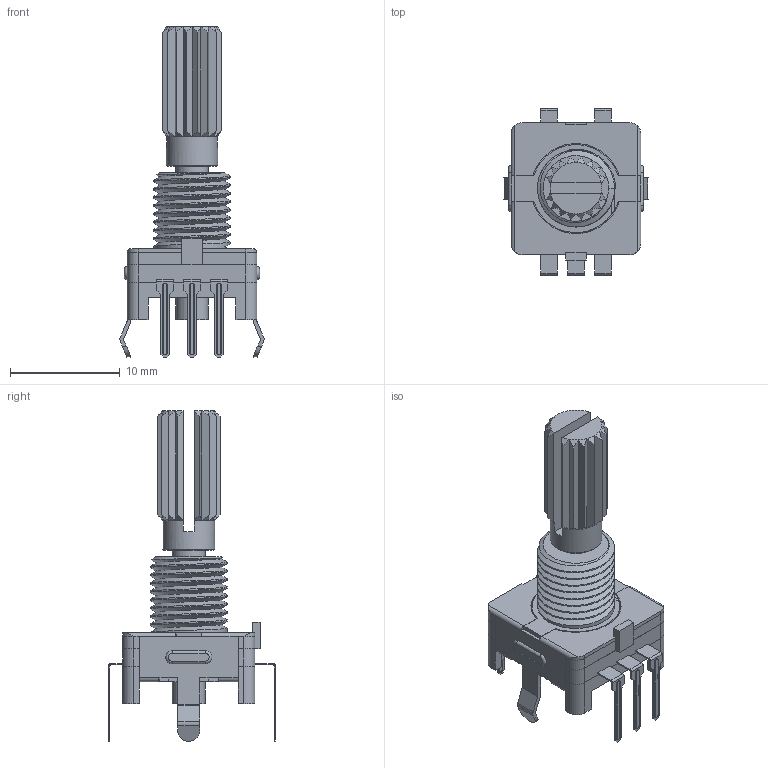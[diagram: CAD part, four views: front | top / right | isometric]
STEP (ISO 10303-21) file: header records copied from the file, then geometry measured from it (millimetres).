
FILE_DESCRIPTION(('FreeCAD Model'),'2;1');
FILE_NAME('EC11_Rotary_Encoder_Switched.step','2020-02-08T21:57:00',('kicad StepUp' ),('ksu MCAD'),'Open CASCADE STEP processor 7.3','FreeCAD','Unknown' );
FILE_SCHEMA(('AUTOMOTIVE_DESIGN { 1 0 10303 214 1 1 1 1 }'));
Length unit declared in the file: millimetre
Products named in the file (1): EC11_Rotary_Encoder_Switched
Bounding box: 13.1 x 15.26 x 30.08 mm (x, y, z)
Volume: 1100.4 mm3; surface area: 2268.8 mm2
Topology: 10 solids, 10 shells, 561 faces, 1413 edges, 884 vertices
Faces by surface type: plane 356, cylinder 127, cone 35, torus 24, bspline 19
Full cylindrical faces by diameter (mm): 3 x2, 4.7 x1, 7 x8
Entity records: 23480 total; most frequent: CARTESIAN_POINT 6084, ORIENTED_EDGE 2826, DIRECTION 2779, EDGE_CURVE 1413, AXIS2_PLACEMENT_3D 936, LINE 907, VECTOR 907, VERTEX_POINT 884
